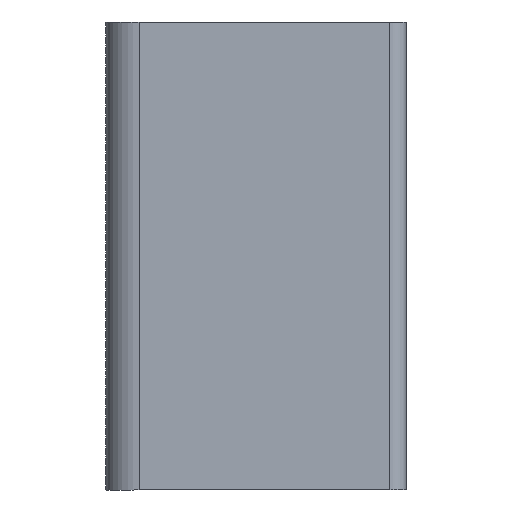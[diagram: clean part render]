
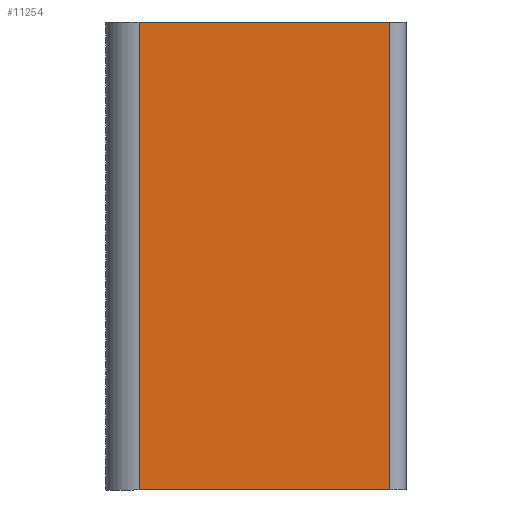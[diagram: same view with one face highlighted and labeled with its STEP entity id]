
A CAD part, front view. The second image highlights one B-rep face of the part: STEP entity #11254.
In plain terms, the highlighted planar face has unit normal (0, -1, 0).
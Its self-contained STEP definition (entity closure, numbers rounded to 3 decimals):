
#158=PLANE('',#11715);
#883=FACE_OUTER_BOUND('',#1455,.T.);
#1455=EDGE_LOOP('',(#10371,#10372,#10373,#10374));
#2316=LINE('',#31343,#3197);
#2323=LINE('',#31368,#3204);
#2333=LINE('',#31398,#3214);
#2337=LINE('',#31406,#3218);
#3197=VECTOR('',#13422,10.);
#3204=VECTOR('',#13443,10.);
#3214=VECTOR('',#13473,10.);
#3218=VECTOR('',#13485,10.);
#5192=VERTEX_POINT('',#31340);
#5193=VERTEX_POINT('',#31342);
#5204=VERTEX_POINT('',#31365);
#5214=VERTEX_POINT('',#31396);
#6908=EDGE_CURVE('',#5192,#5193,#2316,.T.);
#6921=EDGE_CURVE('',#5204,#5193,#2323,.T.);
#6936=EDGE_CURVE('',#5192,#5214,#2333,.T.);
#6940=EDGE_CURVE('',#5204,#5214,#2337,.T.);
#10371=ORIENTED_EDGE('',*,*,#6940,.F.);
#10372=ORIENTED_EDGE('',*,*,#6921,.T.);
#10373=ORIENTED_EDGE('',*,*,#6908,.F.);
#10374=ORIENTED_EDGE('',*,*,#6936,.T.);
#11254=ADVANCED_FACE('',(#883),#158,.F.);
#11715=AXIS2_PLACEMENT_3D('',#31405,#13483,#13484);
#13422=DIRECTION('',(1.,0.,0.));
#13443=DIRECTION('',(0.,0.,1.));
#13473=DIRECTION('',(0.,0.,-1.));
#13483=DIRECTION('center_axis',(0.,1.,0.));
#13484=DIRECTION('ref_axis',(0.,0.,1.));
#13485=DIRECTION('',(-1.,0.,0.));
#31340=CARTESIAN_POINT('',(40.005,60.,280.));
#31342=CARTESIAN_POINT('',(190.005,60.,280.));
#31343=CARTESIAN_POINT('',(113.036,60.,280.));
#31365=CARTESIAN_POINT('',(190.005,60.,0.));
#31368=CARTESIAN_POINT('',(190.005,60.,0.));
#31396=CARTESIAN_POINT('',(40.005,60.,0.));
#31398=CARTESIAN_POINT('',(40.005,60.,13.));
#31405=CARTESIAN_POINT('Origin',(115.005,60.,13.));
#31406=CARTESIAN_POINT('',(113.036,60.,0.));
